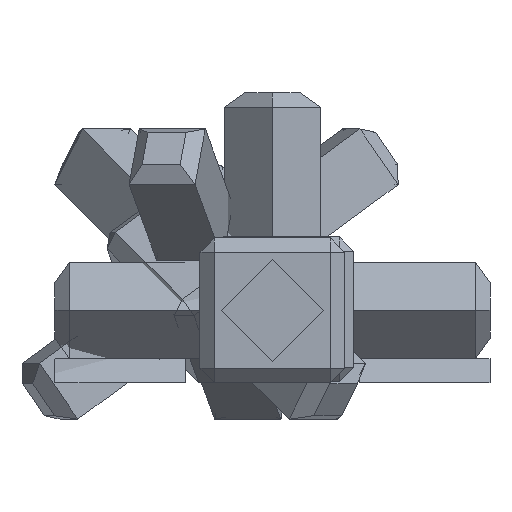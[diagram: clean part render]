
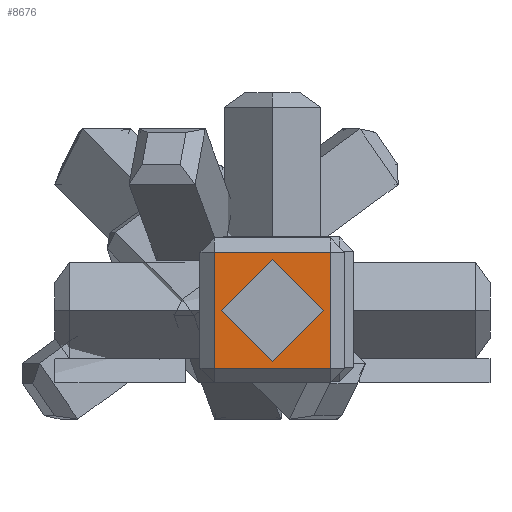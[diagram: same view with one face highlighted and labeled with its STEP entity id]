
A CAD part, left-side view. The second image highlights one B-rep face of the part: STEP entity #8676.
In plain terms, the highlighted planar face has unit normal (-1, 0, 0).
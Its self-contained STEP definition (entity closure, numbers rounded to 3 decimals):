
#40=FACE_BOUND('',#1487,.T.);
#910=FACE_OUTER_BOUND('',#1486,.T.);
#1486=EDGE_LOOP('',(#7572,#7573,#7574,#7575));
#1487=EDGE_LOOP('',(#7576,#7577,#7578,#7579));
#2514=LINE('',#13923,#3611);
#2518=LINE('',#13931,#3615);
#2521=LINE('',#13937,#3618);
#2524=LINE('',#13942,#3621);
#2568=LINE('',#14036,#3665);
#2572=LINE('',#14042,#3669);
#2577=LINE('',#14049,#3674);
#2579=LINE('',#14052,#3676);
#3611=VECTOR('',#11564,10.);
#3615=VECTOR('',#11570,10.);
#3618=VECTOR('',#11575,10.);
#3621=VECTOR('',#11580,10.);
#3665=VECTOR('',#11660,10.);
#3669=VECTOR('',#11668,10.);
#3674=VECTOR('',#11677,10.);
#3676=VECTOR('',#11681,10.);
#4253=VERTEX_POINT('',#13921);
#4254=VERTEX_POINT('',#13922);
#4257=VERTEX_POINT('',#13930);
#4259=VERTEX_POINT('',#13936);
#4274=VERTEX_POINT('',#13981);
#4282=VERTEX_POINT('',#14000);
#4284=VERTEX_POINT('',#14009);
#4290=VERTEX_POINT('',#14029);
#5318=EDGE_CURVE('',#4253,#4254,#2514,.T.);
#5322=EDGE_CURVE('',#4257,#4253,#2518,.T.);
#5325=EDGE_CURVE('',#4259,#4257,#2521,.T.);
#5328=EDGE_CURVE('',#4254,#4259,#2524,.T.);
#5372=EDGE_CURVE('',#4290,#4282,#2568,.T.);
#5376=EDGE_CURVE('',#4284,#4290,#2572,.T.);
#5381=EDGE_CURVE('',#4274,#4284,#2577,.T.);
#5383=EDGE_CURVE('',#4282,#4274,#2579,.T.);
#7572=ORIENTED_EDGE('',*,*,#5372,.F.);
#7573=ORIENTED_EDGE('',*,*,#5376,.F.);
#7574=ORIENTED_EDGE('',*,*,#5381,.F.);
#7575=ORIENTED_EDGE('',*,*,#5383,.F.);
#7576=ORIENTED_EDGE('',*,*,#5318,.T.);
#7577=ORIENTED_EDGE('',*,*,#5328,.T.);
#7578=ORIENTED_EDGE('',*,*,#5325,.T.);
#7579=ORIENTED_EDGE('',*,*,#5322,.T.);
#8129=PLANE('',#9354);
#8676=ADVANCED_FACE('',(#910,#40),#8129,.T.);
#9354=AXIS2_PLACEMENT_3D('',#14066,#11702,#11703);
#11564=DIRECTION('',(0.,-0.707,-0.707));
#11570=DIRECTION('',(0.,-0.707,0.707));
#11575=DIRECTION('',(0.,0.707,0.707));
#11580=DIRECTION('',(0.,0.707,-0.707));
#11660=DIRECTION('',(0.,1.,0.));
#11668=DIRECTION('',(0.,0.,-1.));
#11677=DIRECTION('',(0.,-1.,0.));
#11681=DIRECTION('',(0.,0.,1.));
#11702=DIRECTION('center_axis',(-1.,0.,0.));
#11703=DIRECTION('ref_axis',(0.,-1.,0.));
#13921=CARTESIAN_POINT('',(-125.,0.,8.533));
#13922=CARTESIAN_POINT('',(-125.,-3.533,5.));
#13923=CARTESIAN_POINT('',(-125.,-0.883,7.65));
#13930=CARTESIAN_POINT('',(-125.,3.533,5.));
#13931=CARTESIAN_POINT('',(-125.,5.15,3.383));
#13936=CARTESIAN_POINT('',(-125.,0.,1.467));
#13937=CARTESIAN_POINT('',(-125.,0.883,2.35));
#13942=CARTESIAN_POINT('',(-125.,-0.15,1.617));
#13981=CARTESIAN_POINT('',(-125.,4.,9.));
#14000=CARTESIAN_POINT('',(-125.,4.,1.));
#14009=CARTESIAN_POINT('',(-125.,-4.,9.));
#14029=CARTESIAN_POINT('',(-125.,-4.,1.));
#14036=CARTESIAN_POINT('',(-125.,2.5,1.));
#14042=CARTESIAN_POINT('',(-125.,-4.,0.));
#14049=CARTESIAN_POINT('',(-125.,2.5,9.));
#14052=CARTESIAN_POINT('',(-125.,4.,0.));
#14066=CARTESIAN_POINT('Origin',(-125.,5.,0.));
